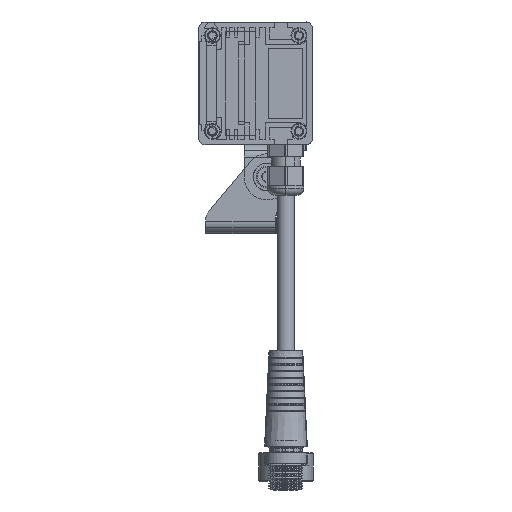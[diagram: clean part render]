
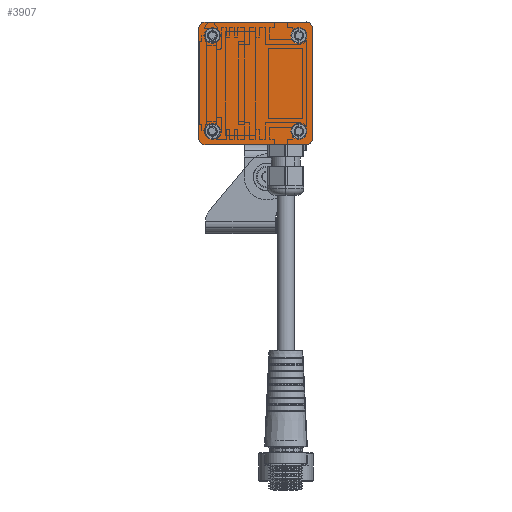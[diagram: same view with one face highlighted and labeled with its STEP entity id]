
A CAD part, left-side view. The second image highlights one B-rep face of the part: STEP entity #3907.
In plain terms, the highlighted face is planar.
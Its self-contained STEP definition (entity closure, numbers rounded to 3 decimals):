
#271 = CIRCLE ( 'NONE', #1616, 2.6 ) ;
#887 = EDGE_CURVE ( 'NONE', #34925, #11288, #16872, .T. ) ;
#1012 = EDGE_CURVE ( 'NONE', #11288, #34925, #3031, .T. ) ;
#1151 = ORIENTED_EDGE ( 'NONE', *, *, #30098, .T. ) ;
#1291 = ORIENTED_EDGE ( 'NONE', *, *, #1012, .T. ) ;
#1591 = VERTEX_POINT ( 'NONE', #36184 ) ;
#1616 = AXIS2_PLACEMENT_3D ( 'NONE', #39493, #20812, #7767 ) ;
#1836 = VECTOR ( 'NONE', #24095, 1000. ) ;
#2117 = FACE_BOUND ( 'NONE', #16515, .T. ) ;
#2293 = DIRECTION ( 'NONE',  ( 1., 0., 0. ) ) ;
#2793 = CIRCLE ( 'NONE', #21998, 2.6 ) ;
#3031 = CIRCLE ( 'NONE', #15659, 2.6 ) ;
#3343 = VERTEX_POINT ( 'NONE', #13858 ) ;
#3531 = VERTEX_POINT ( 'NONE', #18138 ) ;
#3907 = ADVANCED_FACE ( 'NONE', ( #24727, #2117, #27851, #36588, #40525 ), #5267, .T. ) ;
#4545 = VECTOR ( 'NONE', #12960, 1000. ) ;
#4772 = VERTEX_POINT ( 'NONE', #40661 ) ;
#4881 = EDGE_CURVE ( 'NONE', #4772, #9356, #16323, .T. ) ;
#5267 = PLANE ( 'NONE',  #20988 ) ;
#5328 = VERTEX_POINT ( 'NONE', #7346 ) ;
#5433 = DIRECTION ( 'NONE',  ( 0., 0., 1. ) ) ;
#5447 = LINE ( 'NONE', #12085, #1836 ) ;
#5806 = EDGE_CURVE ( 'NONE', #38765, #5328, #30821, .T. ) ;
#5874 = CARTESIAN_POINT ( 'NONE',  ( 373.875, 102.33, 2. ) ) ;
#6056 = DIRECTION ( 'NONE',  ( 1., 0., 0. ) ) ;
#6169 = VERTEX_POINT ( 'NONE', #29288 ) ;
#6197 = DIRECTION ( 'NONE',  ( 1., 0., 0. ) ) ;
#6270 = DIRECTION ( 'NONE',  ( 0., 0., -1. ) ) ;
#6511 = CARTESIAN_POINT ( 'NONE',  ( 373.875, 130.53, 2. ) ) ;
#6585 = VECTOR ( 'NONE', #31312, 1000. ) ;
#6982 = EDGE_CURVE ( 'NONE', #3343, #15673, #12008, .T. ) ;
#6991 = ORIENTED_EDGE ( 'NONE', *, *, #29739, .T. ) ;
#7346 = CARTESIAN_POINT ( 'NONE',  ( 409.475, 132.93, 2. ) ) ;
#7471 = DIRECTION ( 'NONE',  ( 1., 0., 0. ) ) ;
#7767 = DIRECTION ( 'NONE',  ( 1., 0., 0. ) ) ;
#7945 = DIRECTION ( 'NONE',  ( 0., 0., 1. ) ) ;
#7946 = EDGE_CURVE ( 'NONE', #15673, #8329, #25580, .T. ) ;
#8136 = ORIENTED_EDGE ( 'NONE', *, *, #6982, .T. ) ;
#8329 = VERTEX_POINT ( 'NONE', #22136 ) ;
#9110 = CARTESIAN_POINT ( 'NONE',  ( 373.875, 102.33, 2. ) ) ;
#9168 = DIRECTION ( 'NONE',  ( 0., 0., -1. ) ) ;
#9193 = DIRECTION ( 'NONE',  ( 1., 0., 0. ) ) ;
#9356 = VERTEX_POINT ( 'NONE', #34604 ) ;
#9675 = EDGE_LOOP ( 'NONE', ( #1291, #13958 ) ) ;
#10553 = CARTESIAN_POINT ( 'NONE',  ( 407.475, 99.93, 2. ) ) ;
#10966 = ORIENTED_EDGE ( 'NONE', *, *, #4881, .T. ) ;
#11288 = VERTEX_POINT ( 'NONE', #24746 ) ;
#12008 = CIRCLE ( 'NONE', #29887, 2. ) ;
#12085 = CARTESIAN_POINT ( 'NONE',  ( 403.175, 134.93, 2. ) ) ;
#12151 = DIRECTION ( 'NONE',  ( 0., 1., 0. ) ) ;
#12766 = CIRCLE ( 'NONE', #35946, 2.6 ) ;
#12960 = DIRECTION ( 'NONE',  ( 0., -1., 0. ) ) ;
#13214 = ORIENTED_EDGE ( 'NONE', *, *, #32898, .T. ) ;
#13858 = CARTESIAN_POINT ( 'NONE',  ( 371.475, 134.93, 2. ) ) ;
#13868 = CIRCLE ( 'NONE', #38350, 2.6 ) ;
#13958 = ORIENTED_EDGE ( 'NONE', *, *, #887, .T. ) ;
#14159 = ORIENTED_EDGE ( 'NONE', *, *, #21923, .T. ) ;
#14658 = ORIENTED_EDGE ( 'NONE', *, *, #36303, .T. ) ;
#14871 = EDGE_CURVE ( 'NONE', #9356, #38765, #40896, .T. ) ;
#15091 = ORIENTED_EDGE ( 'NONE', *, *, #5806, .T. ) ;
#15659 = AXIS2_PLACEMENT_3D ( 'NONE', #24697, #6270, #6056 ) ;
#15673 = VERTEX_POINT ( 'NONE', #23294 ) ;
#16108 = CARTESIAN_POINT ( 'NONE',  ( 402.475, 102.33, 2. ) ) ;
#16258 = DIRECTION ( 'NONE',  ( 1., 0., 0. ) ) ;
#16323 = LINE ( 'NONE', #21761, #6585 ) ;
#16380 = AXIS2_PLACEMENT_3D ( 'NONE', #10553, #23208, #7471 ) ;
#16408 = DIRECTION ( 'NONE',  ( 0., 0., 1. ) ) ;
#16515 = EDGE_LOOP ( 'NONE', ( #6991, #17324 ) ) ;
#16872 = CIRCLE ( 'NONE', #28776, 2.6 ) ;
#17294 = AXIS2_PLACEMENT_3D ( 'NONE', #5874, #37622, #9193 ) ;
#17324 = ORIENTED_EDGE ( 'NONE', *, *, #25666, .T. ) ;
#17625 = CIRCLE ( 'NONE', #23582, 2. ) ;
#18138 = CARTESIAN_POINT ( 'NONE',  ( 407.675, 130.53, 2. ) ) ;
#18232 = AXIS2_PLACEMENT_3D ( 'NONE', #26381, #7945, #27004 ) ;
#18807 = DIRECTION ( 'NONE',  ( 0., 0., -1. ) ) ;
#18808 = EDGE_LOOP ( 'NONE', ( #22578, #38320 ) ) ;
#19172 = DIRECTION ( 'NONE',  ( 0., 0., -1. ) ) ;
#19375 = CARTESIAN_POINT ( 'NONE',  ( 405.075, 130.53, 2. ) ) ;
#20304 = VERTEX_POINT ( 'NONE', #31283 ) ;
#20812 = DIRECTION ( 'NONE',  ( 0., 0., -1. ) ) ;
#20988 = AXIS2_PLACEMENT_3D ( 'NONE', #37412, #36802, #21634 ) ;
#21031 = ORIENTED_EDGE ( 'NONE', *, *, #7946, .T. ) ;
#21040 = ORIENTED_EDGE ( 'NONE', *, *, #14871, .T. ) ;
#21604 = DIRECTION ( 'NONE',  ( 1., 0., 0. ) ) ;
#21634 = DIRECTION ( 'NONE',  ( 1., 0., 0. ) ) ;
#21761 = CARTESIAN_POINT ( 'NONE',  ( 407.475, 97.93, 2. ) ) ;
#21878 = EDGE_CURVE ( 'NONE', #37685, #1591, #25177, .T. ) ;
#21923 = EDGE_CURVE ( 'NONE', #6169, #36413, #25851, .T. ) ;
#21998 = AXIS2_PLACEMENT_3D ( 'NONE', #19375, #19172, #28481 ) ;
#22136 = CARTESIAN_POINT ( 'NONE',  ( 369.475, 99.93, 2. ) ) ;
#22533 = ORIENTED_EDGE ( 'NONE', *, *, #37955, .T. ) ;
#22578 = ORIENTED_EDGE ( 'NONE', *, *, #35493, .T. ) ;
#23208 = DIRECTION ( 'NONE',  ( 0., 0., 1. ) ) ;
#23294 = CARTESIAN_POINT ( 'NONE',  ( 369.475, 132.93, 2. ) ) ;
#23582 = AXIS2_PLACEMENT_3D ( 'NONE', #24871, #16408, #27080 ) ;
#24095 = DIRECTION ( 'NONE',  ( -1., 0., 0. ) ) ;
#24160 = CIRCLE ( 'NONE', #18232, 2. ) ;
#24697 = CARTESIAN_POINT ( 'NONE',  ( 405.075, 102.33, 2. ) ) ;
#24727 = FACE_BOUND ( 'NONE', #9675, .T. ) ;
#24746 = CARTESIAN_POINT ( 'NONE',  ( 407.675, 102.33, 2. ) ) ;
#24779 = CARTESIAN_POINT ( 'NONE',  ( 409.475, 105.78, 2. ) ) ;
#24871 = CARTESIAN_POINT ( 'NONE',  ( 371.475, 99.93, 2. ) ) ;
#25177 = CIRCLE ( 'NONE', #17294, 2.6 ) ;
#25580 = LINE ( 'NONE', #34944, #4545 ) ;
#25666 = EDGE_CURVE ( 'NONE', #20304, #3531, #271, .T. ) ;
#25851 = CIRCLE ( 'NONE', #27185, 2.6 ) ;
#26381 = CARTESIAN_POINT ( 'NONE',  ( 407.475, 132.93, 2. ) ) ;
#27004 = DIRECTION ( 'NONE',  ( 1., 0., 0. ) ) ;
#27080 = DIRECTION ( 'NONE',  ( 1., 0., 0. ) ) ;
#27185 = AXIS2_PLACEMENT_3D ( 'NONE', #6511, #37822, #16258 ) ;
#27540 = CARTESIAN_POINT ( 'NONE',  ( 407.475, 134.93, 2. ) ) ;
#27615 = CARTESIAN_POINT ( 'NONE',  ( 371.475, 132.93, 2. ) ) ;
#27851 = FACE_BOUND ( 'NONE', #18808, .T. ) ;
#28481 = DIRECTION ( 'NONE',  ( 1., 0., 0. ) ) ;
#28776 = AXIS2_PLACEMENT_3D ( 'NONE', #34568, #18807, #31474 ) ;
#29288 = CARTESIAN_POINT ( 'NONE',  ( 376.475, 130.53, 2. ) ) ;
#29739 = EDGE_CURVE ( 'NONE', #3531, #20304, #2793, .T. ) ;
#29820 = CARTESIAN_POINT ( 'NONE',  ( 371.275, 130.53, 2. ) ) ;
#29887 = AXIS2_PLACEMENT_3D ( 'NONE', #27615, #5433, #2293 ) ;
#30098 = EDGE_CURVE ( 'NONE', #36413, #6169, #12766, .T. ) ;
#30821 = LINE ( 'NONE', #24779, #39826 ) ;
#31283 = CARTESIAN_POINT ( 'NONE',  ( 402.475, 130.53, 2. ) ) ;
#31312 = DIRECTION ( 'NONE',  ( 1., 0., 0. ) ) ;
#31474 = DIRECTION ( 'NONE',  ( 1., 0., 0. ) ) ;
#31774 = CARTESIAN_POINT ( 'NONE',  ( 373.875, 130.53, 2. ) ) ;
#31853 = CARTESIAN_POINT ( 'NONE',  ( 409.475, 99.93, 2. ) ) ;
#32898 = EDGE_CURVE ( 'NONE', #8329, #4772, #17625, .T. ) ;
#33698 = CARTESIAN_POINT ( 'NONE',  ( 371.275, 102.33, 2. ) ) ;
#34568 = CARTESIAN_POINT ( 'NONE',  ( 405.075, 102.33, 2. ) ) ;
#34603 = DIRECTION ( 'NONE',  ( 0., 0., -1. ) ) ;
#34604 = CARTESIAN_POINT ( 'NONE',  ( 407.475, 97.93, 2. ) ) ;
#34925 = VERTEX_POINT ( 'NONE', #16108 ) ;
#34944 = CARTESIAN_POINT ( 'NONE',  ( 369.475, 132.291, 2. ) ) ;
#35493 = EDGE_CURVE ( 'NONE', #1591, #37685, #13868, .T. ) ;
#35946 = AXIS2_PLACEMENT_3D ( 'NONE', #31774, #9168, #21604 ) ;
#36184 = CARTESIAN_POINT ( 'NONE',  ( 376.475, 102.33, 2. ) ) ;
#36303 = EDGE_CURVE ( 'NONE', #5328, #39694, #24160, .T. ) ;
#36413 = VERTEX_POINT ( 'NONE', #29820 ) ;
#36588 = FACE_BOUND ( 'NONE', #40885, .T. ) ;
#36802 = DIRECTION ( 'NONE',  ( 0., 0., 1. ) ) ;
#37412 = CARTESIAN_POINT ( 'NONE',  ( 407.475, 132.93, 2. ) ) ;
#37622 = DIRECTION ( 'NONE',  ( 0., 0., -1. ) ) ;
#37685 = VERTEX_POINT ( 'NONE', #33698 ) ;
#37822 = DIRECTION ( 'NONE',  ( 0., 0., -1. ) ) ;
#37955 = EDGE_CURVE ( 'NONE', #39694, #3343, #5447, .T. ) ;
#38320 = ORIENTED_EDGE ( 'NONE', *, *, #21878, .T. ) ;
#38350 = AXIS2_PLACEMENT_3D ( 'NONE', #9110, #34603, #6197 ) ;
#38765 = VERTEX_POINT ( 'NONE', #31853 ) ;
#39493 = CARTESIAN_POINT ( 'NONE',  ( 405.075, 130.53, 2. ) ) ;
#39694 = VERTEX_POINT ( 'NONE', #27540 ) ;
#39826 = VECTOR ( 'NONE', #12151, 1000. ) ;
#40525 = FACE_OUTER_BOUND ( 'NONE', #40531, .T. ) ;
#40531 = EDGE_LOOP ( 'NONE', ( #22533, #8136, #21031, #13214, #10966, #21040, #15091, #14658 ) ) ;
#40661 = CARTESIAN_POINT ( 'NONE',  ( 371.475, 97.93, 2. ) ) ;
#40885 = EDGE_LOOP ( 'NONE', ( #14159, #1151 ) ) ;
#40896 = CIRCLE ( 'NONE', #16380, 2. ) ;
